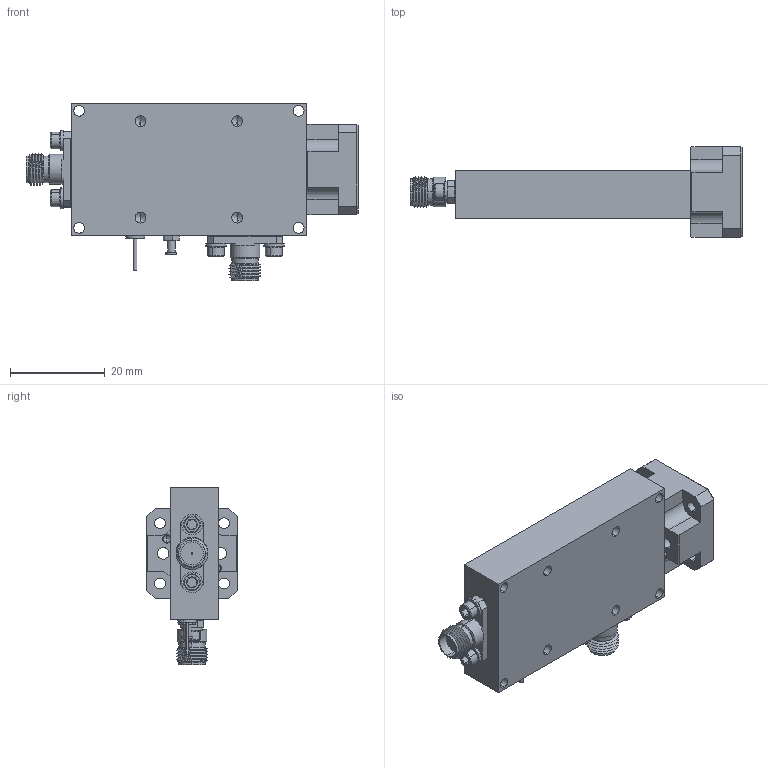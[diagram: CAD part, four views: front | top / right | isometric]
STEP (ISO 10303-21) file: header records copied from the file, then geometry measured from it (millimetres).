
FILE_DESCRIPTION (( 'STEP AP214' ), '1' );
FILE_NAME ('SR-SA-3.STEP', '2023-02-02T17:40:41', ( '' ), ( '' ), 'SwSTEP 2.0', 'SolidWorks 2021', '' );
FILE_SCHEMA (( 'AUTOMOTIVE_DESIGN' ));
Length unit declared in the file: inch
Products named in the file (1): SR-SA-3
Bounding box: 69.9 x 19.05 x 37.47 mm (x, y, z)
Volume: 17224 mm3; surface area: 10897.9 mm2
Topology: 21 solids, 21 shells, 571 faces, 1340 edges, 832 vertices
Faces by surface type: plane 253, cylinder 184, cone 126, torus 4, bspline 4
Entity records: 25258 total; most frequent: CARTESIAN_POINT 4474, DIRECTION 2796, ORIENTED_EDGE 2648, EDGE_CURVE 1324, AXIS2_PLACEMENT_3D 1062, VERTEX_POINT 832, LINE 672, VECTOR 672
